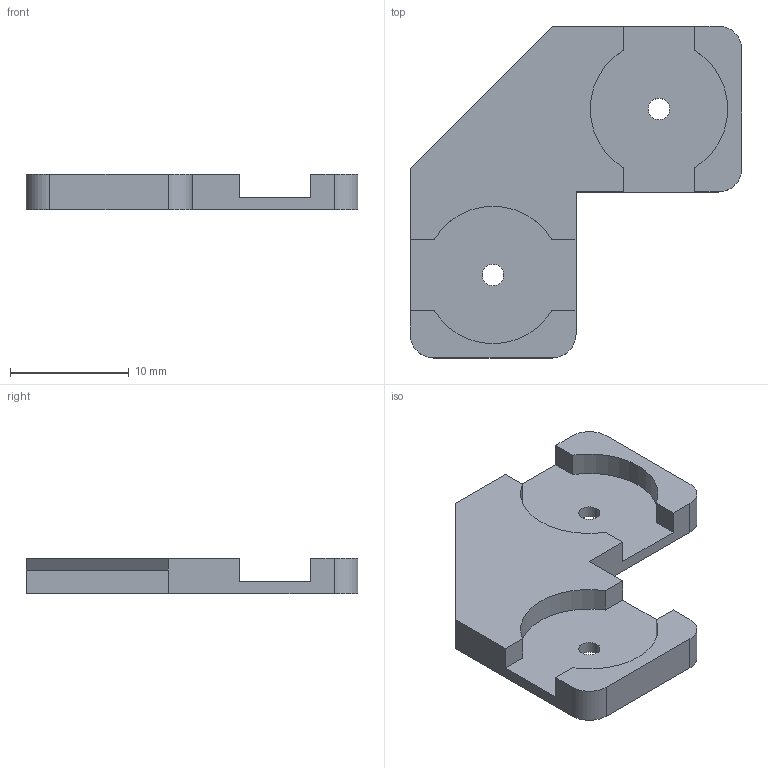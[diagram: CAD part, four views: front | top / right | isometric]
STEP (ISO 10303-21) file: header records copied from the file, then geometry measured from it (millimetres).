
FILE_DESCRIPTION(('FreeCAD Model'),'2;1');
FILE_NAME('corner-holder-double.step','2017-04-08T12:34:06',(''),(''), 'Open CASCADE STEP processor 6.8','FreeCAD','Unknown');
FILE_SCHEMA(('AUTOMOTIVE_DESIGN_CC2 { 1 2 10303 214 -1 1 5 4 }'));
Length unit declared in the file: millimetre
Products named in the file (2): ASSEMBLY; corner-holder-double
Assembly tree (1 placements, depth 2):
  ASSEMBLY
    corner-holder-double
Bounding box: 28 x 28 x 3 mm (x, y, z)
Volume: 895.3 mm3; surface area: 1424.8 mm2
Topology: 1 solids, 1 shells, 34 faces, 94 edges, 62 vertices
Faces by surface type: plane 24, cylinder 10
Full cylindrical faces by diameter (mm): 1.8 x2
Entity records: 2367 total; most frequent: CARTESIAN_POINT 418, DIRECTION 366, LINE 240, VECTOR 240, ORIENTED_EDGE 188, PCURVE 188, DEFINITIONAL_REPRESENTATION 188, EDGE_CURVE 94
